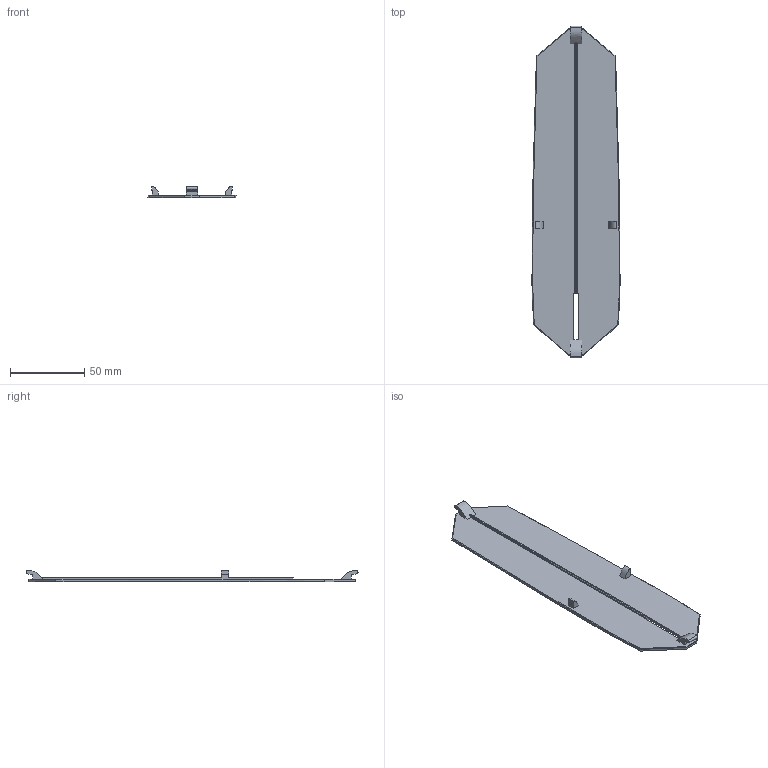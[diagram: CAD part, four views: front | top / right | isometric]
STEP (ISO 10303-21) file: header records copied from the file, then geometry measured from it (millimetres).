
FILE_DESCRIPTION(/* description */ (''),/* implementation_level */ '2;1');
FILE_NAME(/* name */ 'Canopy.step',/* time_stamp */ '2024-06-06T08:51:59+02:00',/* author */ (''),/* organization */ (''),/* preprocessor_version */ 'ST-DEVELOPER v20',/* originating_system */ 'Autodesk Translation Framework v13.14.0.145',/* authorisation */ '');
FILE_SCHEMA (('AUTOMOTIVE_DESIGN { 1 0 10303 214 3 1 1 }'));
Length unit declared in the file: millimetre
Products named in the file (1): Canopy
Bounding box: 59.16 x 222.9 x 7.74 mm (x, y, z)
Volume: 21677.8 mm3; surface area: 24760.1 mm2
Topology: 1 solids, 1 shells, 56 faces, 146 edges, 95 vertices
Faces by surface type: plane 43, bspline 9, cylinder 4
Entity records: 2092 total; most frequent: CARTESIAN_POINT 756, ORIENTED_EDGE 292, DIRECTION 225, EDGE_CURVE 146, LINE 113, VECTOR 113, VERTEX_POINT 95, EDGE_LOOP 61
